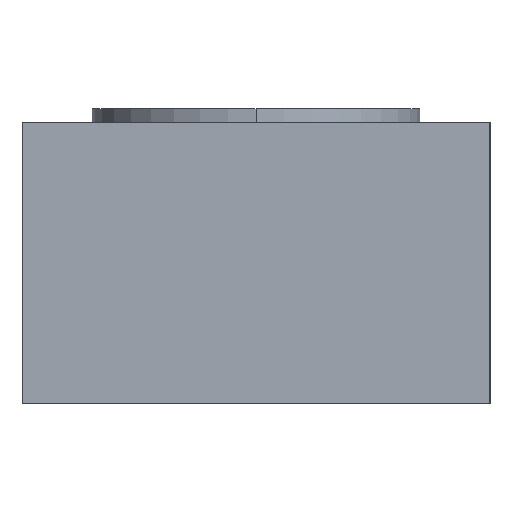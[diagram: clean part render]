
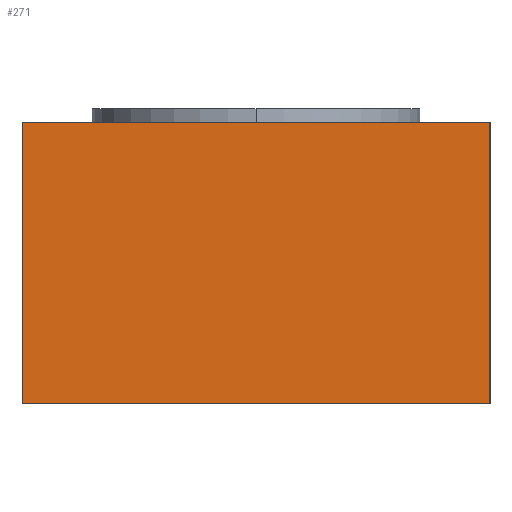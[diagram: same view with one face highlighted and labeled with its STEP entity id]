
A CAD part, left-side view. The second image highlights one B-rep face of the part: STEP entity #271.
In plain terms, the highlighted planar face has unit normal (-1, 0, 0).
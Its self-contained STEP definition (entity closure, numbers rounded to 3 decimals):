
#15 = EDGE_CURVE ( 'NONE', #46, #166, #190, .T. ) ;
#45 = EDGE_CURVE ( 'NONE', #166, #180, #400, .T. ) ;
#46 = VERTEX_POINT ( 'NONE', #395 ) ;
#61 = VERTEX_POINT ( 'NONE', #502 ) ;
#63 = EDGE_CURVE ( 'NONE', #46, #61, #480, .T. ) ;
#166 = VERTEX_POINT ( 'NONE', #666 ) ;
#180 = VERTEX_POINT ( 'NONE', #703 ) ;
#187 = DIRECTION ( 'NONE',  ( 0., -1., 0. ) ) ;
#188 = VECTOR ( 'NONE', #187, 1000. ) ;
#189 = CARTESIAN_POINT ( 'NONE',  ( -37.5, 25., 30. ) ) ;
#190 = LINE ( 'NONE', #189, #188 ) ;
#207 = ORIENTED_EDGE ( 'NONE', *, *, #208, .T. ) ;
#208 = EDGE_CURVE ( 'NONE', #61, #180, #756, .T. ) ;
#241 = ORIENTED_EDGE ( 'NONE', *, *, #15, .F. ) ;
#242 = ORIENTED_EDGE ( 'NONE', *, *, #63, .T. ) ;
#271 = ADVANCED_FACE ( 'NONE', ( #781 ), #780, .F. ) ;
#298 = ORIENTED_EDGE ( 'NONE', *, *, #45, .F. ) ;
#342 = EDGE_LOOP ( 'NONE', ( #207, #298, #241, #242 ) ) ;
#395 = CARTESIAN_POINT ( 'NONE',  ( -37.5, 25., 30. ) ) ;
#396 = DIRECTION ( 'NONE',  ( 0., 0., -1. ) ) ;
#397 = VECTOR ( 'NONE', #396, 1000. ) ;
#399 = CARTESIAN_POINT ( 'NONE',  ( -37.5, -25., 30. ) ) ;
#400 = LINE ( 'NONE', #399, #397 ) ;
#477 = DIRECTION ( 'NONE',  ( 0., 0., -1. ) ) ;
#478 = VECTOR ( 'NONE', #477, 1000. ) ;
#479 = CARTESIAN_POINT ( 'NONE',  ( -37.5, 25., 30. ) ) ;
#480 = LINE ( 'NONE', #479, #478 ) ;
#502 = CARTESIAN_POINT ( 'NONE',  ( -37.5, 25., 0. ) ) ;
#666 = CARTESIAN_POINT ( 'NONE',  ( -37.5, -25., 30. ) ) ;
#703 = CARTESIAN_POINT ( 'NONE',  ( -37.5, -25., 0. ) ) ;
#753 = DIRECTION ( 'NONE',  ( 0., -1., 0. ) ) ;
#754 = VECTOR ( 'NONE', #753, 1000. ) ;
#755 = CARTESIAN_POINT ( 'NONE',  ( -37.5, 25., 0. ) ) ;
#756 = LINE ( 'NONE', #755, #754 ) ;
#776 = DIRECTION ( 'NONE',  ( 0., 1., 0. ) ) ;
#777 = DIRECTION ( 'NONE',  ( 1., 0., 0. ) ) ;
#778 = CARTESIAN_POINT ( 'NONE',  ( -37.5, 25., 30. ) ) ;
#779 = AXIS2_PLACEMENT_3D ( 'NONE', #778, #777, #776 ) ;
#780 = PLANE ( 'NONE',  #779 ) ;
#781 = FACE_OUTER_BOUND ( 'NONE', #342, .T. ) ;
